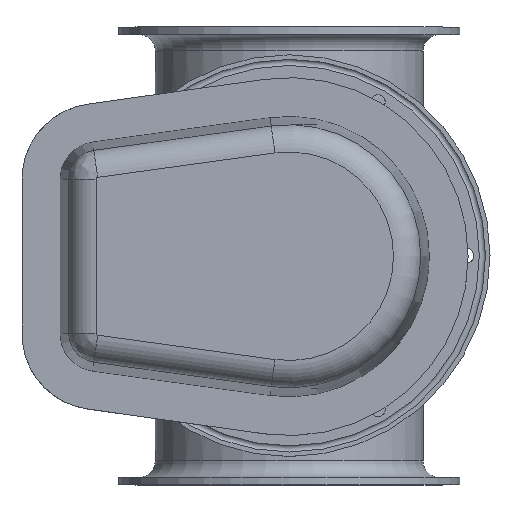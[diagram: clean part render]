
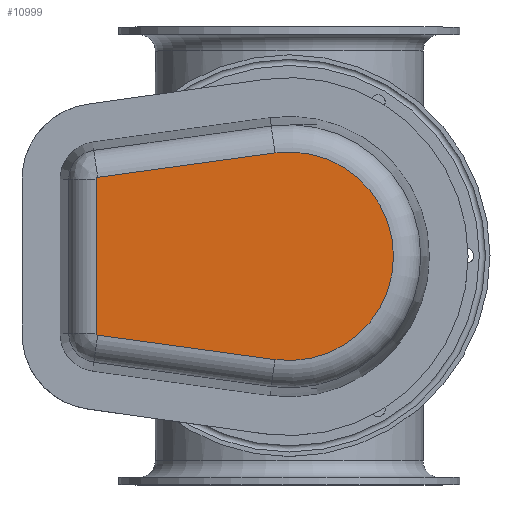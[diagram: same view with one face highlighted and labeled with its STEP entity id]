
A CAD part, top view. The second image highlights one B-rep face of the part: STEP entity #10999.
In plain terms, the highlighted planar face has unit normal (0, 0, 1).
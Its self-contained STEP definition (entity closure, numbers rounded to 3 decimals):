
#170=PLANE('',#11801);
#618=LINE('',#21776,#1071);
#619=LINE('',#21779,#1072);
#620=LINE('',#21802,#1073);
#1071=VECTOR('',#13274,130.988);
#1072=VECTOR('',#13277,112.835);
#1073=VECTOR('',#13296,130.988);
#1763=FACE_OUTER_BOUND('',#2490,.T.);
#2490=EDGE_LOOP('',(#8099,#8100,#8101,#8102,#8103,#8104));
#3717=CIRCLE('',#11754,1.317);
#3722=CIRCLE('',#11762,76.317);
#3723=CIRCLE('',#11763,1.317);
#4398=VERTEX_POINT('',#21768);
#4399=VERTEX_POINT('',#21770);
#4400=VERTEX_POINT('',#21774);
#4401=VERTEX_POINT('',#21778);
#4403=VERTEX_POINT('',#21784);
#4404=VERTEX_POINT('',#21796);
#5677=EDGE_CURVE('',#4399,#4398,#3717,.T.);
#5679=EDGE_CURVE('',#4400,#4399,#618,.T.);
#5680=EDGE_CURVE('',#4398,#4401,#619,.T.);
#5684=EDGE_CURVE('',#4403,#4400,#3722,.T.);
#5685=EDGE_CURVE('',#4401,#4404,#3723,.T.);
#5688=EDGE_CURVE('',#4404,#4403,#620,.T.);
#8099=ORIENTED_EDGE('',*,*,#5688,.F.);
#8100=ORIENTED_EDGE('',*,*,#5685,.F.);
#8101=ORIENTED_EDGE('',*,*,#5680,.F.);
#8102=ORIENTED_EDGE('',*,*,#5677,.F.);
#8103=ORIENTED_EDGE('',*,*,#5679,.F.);
#8104=ORIENTED_EDGE('',*,*,#5684,.F.);
#10999=ADVANCED_FACE('',(#1763),#170,.T.);
#11754=AXIS2_PLACEMENT_3D('',#21772,#13268,#13269);
#11762=AXIS2_PLACEMENT_3D('',#21786,#13286,#13287);
#11763=AXIS2_PLACEMENT_3D('',#21797,#13288,#13289);
#11801=AXIS2_PLACEMENT_3D('',#21905,#13385,#13386);
#13268=DIRECTION('center_axis',(0.,0.,
-1.));
#13269=DIRECTION('ref_axis',(-0.754,-0.657,0.));
#13274=DIRECTION('',(-0.991,0.137,0.));
#13277=DIRECTION('',(0.,1.,0.));
#13286=DIRECTION('center_axis',(0.,0.,
-1.));
#13287=DIRECTION('ref_axis',(1.,0.,0.));
#13288=DIRECTION('center_axis',(0.,0.,
-1.));
#13289=DIRECTION('ref_axis',(-0.754,0.657,0.));
#13296=DIRECTION('',(0.991,0.137,0.));
#13385=DIRECTION('center_axis',(0.,0.,
1.));
#13386=DIRECTION('ref_axis',(0.,1.,0.));
#21768=CARTESIAN_POINT('',(-487.797,-185.095,346.114));
#21770=CARTESIAN_POINT('',(-486.66,-186.399,346.114));
#21772=CARTESIAN_POINT('Origin',(-486.48,-185.095,346.114));
#21774=CARTESIAN_POINT('',(-356.898,-204.28,346.114));
#21776=CARTESIAN_POINT('',(-377.532,-201.437,346.114));
#21778=CARTESIAN_POINT('',(-487.797,-72.26,346.114));
#21779=CARTESIAN_POINT('',(-487.797,-128.678,346.114));
#21784=CARTESIAN_POINT('',(-356.898,-53.075,346.114));
#21786=CARTESIAN_POINT('Origin',(-346.48,-128.678,346.114));
#21796=CARTESIAN_POINT('',(-486.66,-70.956,346.114));
#21797=CARTESIAN_POINT('Origin',(-486.48,-72.26,346.114));
#21802=CARTESIAN_POINT('',(-442.413,-64.859,346.114));
#21905=CARTESIAN_POINT('Origin',(-388.532,-128.678,346.114));
